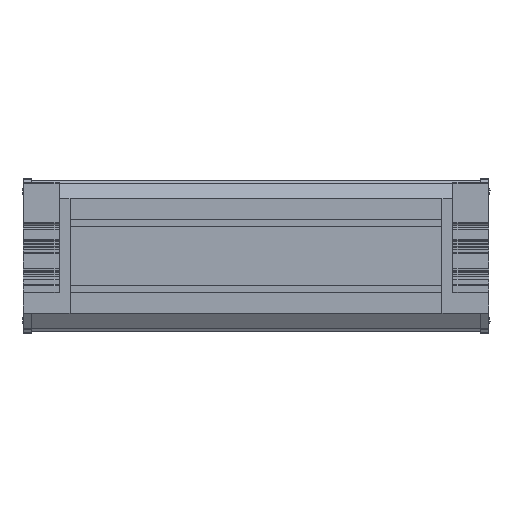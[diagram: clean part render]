
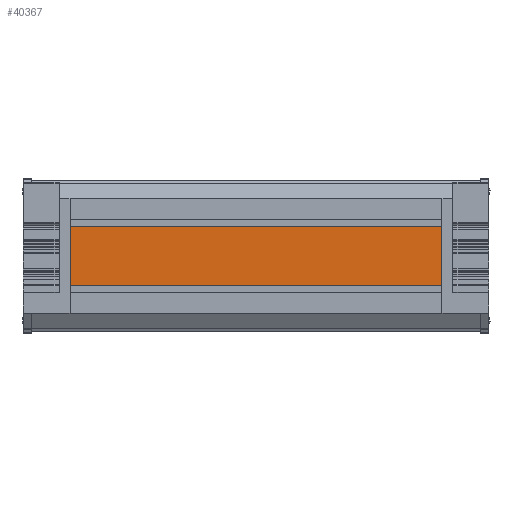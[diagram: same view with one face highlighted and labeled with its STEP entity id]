
A CAD part, front view. The second image highlights one B-rep face of the part: STEP entity #40367.
In plain terms, the highlighted planar face has unit normal (0, -1, 0).
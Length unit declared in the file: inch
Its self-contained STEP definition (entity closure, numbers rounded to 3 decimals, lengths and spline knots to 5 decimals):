
#623 = PLANE ( 'NONE',  #44441 ) ;
#1897 = CARTESIAN_POINT ( 'NONE',  ( -4.1, -0.65806, 0.65649 ) ) ;
#7304 = CARTESIAN_POINT ( 'NONE',  ( -4.1, -0.65806, -0.65649 ) ) ;
#10168 = CARTESIAN_POINT ( 'NONE',  ( 4.1, -0.65806, 0.65649 ) ) ;
#12777 = LINE ( 'NONE', #10168, #49007 ) ;
#13274 = VECTOR ( 'NONE', #22318, 39.37008 ) ;
#13489 = ORIENTED_EDGE ( 'NONE', *, *, #20797, .T. ) ;
#17347 = EDGE_LOOP ( 'NONE', ( #50111, #75427, #80480, #13489 ) ) ;
#19599 = VERTEX_POINT ( 'NONE', #7304 ) ;
#20416 = CARTESIAN_POINT ( 'NONE',  ( -4.1, -0.65806, -0.65649 ) ) ;
#20797 = EDGE_CURVE ( 'NONE', #19599, #52194, #51012, .T. ) ;
#20800 = EDGE_CURVE ( 'NONE', #19599, #81401, #69113, .T. ) ;
#22318 = DIRECTION ( 'NONE',  ( 1., 0., 0. ) ) ;
#23327 = FACE_OUTER_BOUND ( 'NONE', #17347, .T. ) ;
#28229 = CARTESIAN_POINT ( 'NONE',  ( -4.1, -0.65806, 0.65649 ) ) ;
#32888 = VECTOR ( 'NONE', #81697, 39.37008 ) ;
#34058 = DIRECTION ( 'NONE',  ( 0., 0., 1. ) ) ;
#34989 = DIRECTION ( 'NONE',  ( 0., 0., 1. ) ) ;
#39296 = CARTESIAN_POINT ( 'NONE',  ( 4.1, -0.65806, 0.65649 ) ) ;
#39576 = VERTEX_POINT ( 'NONE', #39296 ) ;
#40367 = ADVANCED_FACE ( 'NONE', ( #23327 ), #623, .F. ) ;
#41636 = EDGE_CURVE ( 'NONE', #81401, #39576, #42009, .T. ) ;
#42009 = LINE ( 'NONE', #1897, #13274 ) ;
#44441 = AXIS2_PLACEMENT_3D ( 'NONE', #28229, #75747, #34989 ) ;
#47505 = CARTESIAN_POINT ( 'NONE',  ( -4.1, -0.65806, 0.65649 ) ) ;
#49007 = VECTOR ( 'NONE', #57726, 39.37008 ) ;
#50111 = ORIENTED_EDGE ( 'NONE', *, *, #57852, .T. ) ;
#51012 = LINE ( 'NONE', #20416, #32888 ) ;
#52194 = VERTEX_POINT ( 'NONE', #78869 ) ;
#57726 = DIRECTION ( 'NONE',  ( 0., 0., 1. ) ) ;
#57852 = EDGE_CURVE ( 'NONE', #52194, #39576, #12777, .T. ) ;
#63085 = CARTESIAN_POINT ( 'NONE',  ( -4.1, -0.65806, 0.65649 ) ) ;
#69113 = LINE ( 'NONE', #47505, #87171 ) ;
#75427 = ORIENTED_EDGE ( 'NONE', *, *, #41636, .F. ) ;
#75747 = DIRECTION ( 'NONE',  ( 0., 1., 0. ) ) ;
#78869 = CARTESIAN_POINT ( 'NONE',  ( 4.1, -0.65806, -0.65649 ) ) ;
#80480 = ORIENTED_EDGE ( 'NONE', *, *, #20800, .F. ) ;
#81401 = VERTEX_POINT ( 'NONE', #63085 ) ;
#81697 = DIRECTION ( 'NONE',  ( 1., 0., 0. ) ) ;
#87171 = VECTOR ( 'NONE', #34058, 39.37008 ) ;
